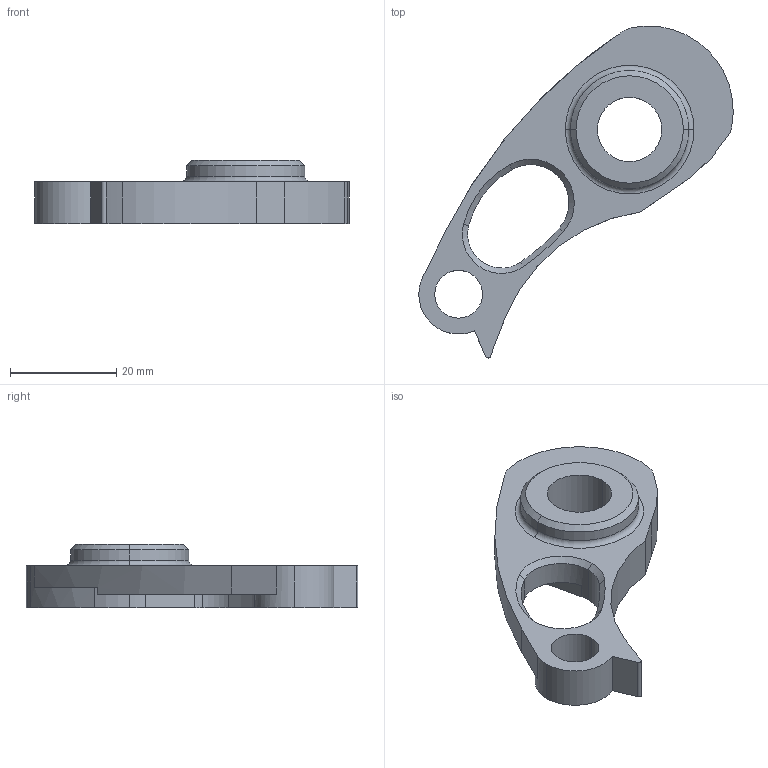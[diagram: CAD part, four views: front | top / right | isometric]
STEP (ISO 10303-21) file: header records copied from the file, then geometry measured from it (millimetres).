
FILE_DESCRIPTION (( 'STEP AP214' ), '1' );
FILE_NAME ('DR4081.STEP', '2017-10-25T16:15:24', ( 'Accounting' ), ( 'Microsoft' ), 'SwSTEP 2.0', 'SolidWorks 2017', '' );
FILE_SCHEMA (( 'AUTOMOTIVE_DESIGN' ));
Length unit declared in the file: millimetre
Products named in the file (1): DR4081
Bounding box: 59.2 x 62.5 x 11.9 mm (x, y, z)
Volume: 9941.9 mm3; surface area: 5216.1 mm2
Topology: 1 solids, 1 shells, 52 faces, 134 edges, 86 vertices
Faces by surface type: cylinder 32, plane 11, cone 7, torus 2
Entity records: 1664 total; most frequent: DIRECTION 320, CARTESIAN_POINT 273, ORIENTED_EDGE 268, EDGE_CURVE 134, AXIS2_PLACEMENT_3D 133, VERTEX_POINT 86, CIRCLE 80, EDGE_LOOP 60
